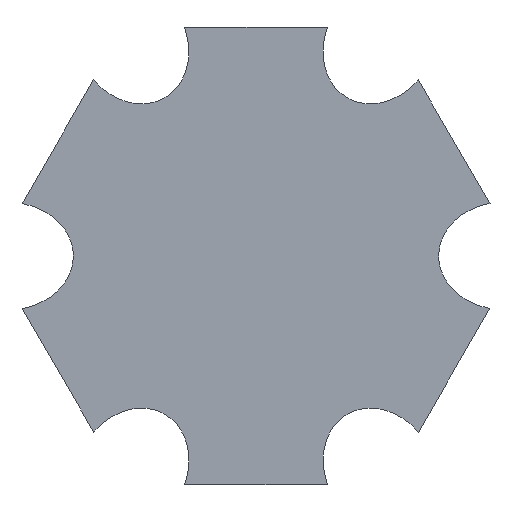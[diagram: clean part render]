
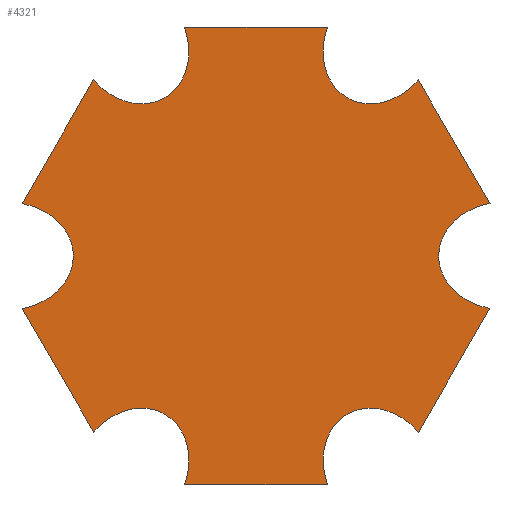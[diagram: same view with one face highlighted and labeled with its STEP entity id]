
A CAD part, front view. The second image highlights one B-rep face of the part: STEP entity #4321.
In plain terms, the highlighted planar face has unit normal (0, -1, 0).
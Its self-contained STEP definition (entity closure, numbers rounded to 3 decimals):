
#56 = CARTESIAN_POINT ( 'NONE',  ( -3.127, 0., -10.008 ) ) ;
#82 = ORIENTED_EDGE ( 'NONE', *, *, #2347, .T. ) ;
#92 = CARTESIAN_POINT ( 'NONE',  ( -7.103, 0., 7.712 ) ) ;
#96 = EDGE_CURVE ( 'NONE', #3401, #1098, #2619, .T. ) ;
#153 = AXIS2_PLACEMENT_3D ( 'NONE', #4780, #2305, #5197 ) ;
#164 =( BOUNDED_CURVE ( )  B_SPLINE_CURVE ( 2, ( #1496, #3945, #5212, #2733, #290 ),
 .UNSPECIFIED., .F., .F. ) 
 B_SPLINE_CURVE_WITH_KNOTS ( ( 3, 2, 3 ),
 ( 0., 0.003, 0.007 ),
 .UNSPECIFIED. ) 
 CURVE ( )  GEOMETRIC_REPRESENTATION_ITEM ( )  RATIONAL_B_SPLINE_CURVE ( ( 1., 0.78, 1., 0.78, 1. ) ) 
 REPRESENTATION_ITEM ( '' )  );
#188 = CARTESIAN_POINT ( 'NONE',  ( -5.636, 0., 5.975 ) ) ;
#206 = CARTESIAN_POINT ( 'NONE',  ( -10.214, 0., 2.293 ) ) ;
#227 = DIRECTION ( 'NONE',  ( -0.502, 0., 0.865 ) ) ;
#232 = DIRECTION ( 'NONE',  ( 0.498, 0., 0.867 ) ) ;
#279 = CARTESIAN_POINT ( 'NONE',  ( -7.992, 0., -1.893 ) ) ;
#290 = CARTESIAN_POINT ( 'NONE',  ( -3.127, 0., -10.008 ) ) ;
#337 = EDGE_CURVE ( 'NONE', #2868, #3971, #2116, .T. ) ;
#472 = CARTESIAN_POINT ( 'NONE',  ( 3.122, 0., -9.992 ) ) ;
#504 = DIRECTION ( 'NONE',  ( -0.498, 0., -0.867 ) ) ;
#509 = CARTESIAN_POINT ( 'NONE',  ( -7.093, 0., -7.7 ) ) ;
#643 = FACE_OUTER_BOUND ( 'NONE', #5100, .T. ) ;
#688 = LINE ( 'NONE', #4591, #3837 ) ;
#699 = EDGE_CURVE ( 'NONE', #1572, #1237, #3966, .T. ) ;
#769 = CARTESIAN_POINT ( 'NONE',  ( 10.214, 0., -2.293 ) ) ;
#771 = ORIENTED_EDGE ( 'NONE', *, *, #96, .T. ) ;
#789 = CARTESIAN_POINT ( 'NONE',  ( 7.992, 0., 1.893 ) ) ;
#836 = CARTESIAN_POINT ( 'NONE',  ( 7.093, 0., 7.7 ) ) ;
#1015 = LINE ( 'NONE', #3095, #4159 ) ;
#1098 = VERTEX_POINT ( 'NONE', #4454 ) ;
#1237 = VERTEX_POINT ( 'NONE', #2835 ) ;
#1265 = ORIENTED_EDGE ( 'NONE', *, *, #337, .T. ) ;
#1299 = CARTESIAN_POINT ( 'NONE',  ( -3.122, 0., 9.992 ) ) ;
#1373 = EDGE_CURVE ( 'NONE', #3971, #1572, #3236, .T. ) ;
#1474 = ORIENTED_EDGE ( 'NONE', *, *, #2151, .T. ) ;
#1496 = CARTESIAN_POINT ( 'NONE',  ( -7.093, 0., -7.7 ) ) ;
#1543 = VERTEX_POINT ( 'NONE', #4808 ) ;
#1572 = VERTEX_POINT ( 'NONE', #5233 ) ;
#1667 = CARTESIAN_POINT ( 'NONE',  ( -3.127, 0., -10.008 ) ) ;
#1708 = DIRECTION ( 'NONE',  ( 0.502, 0., -0.865 ) ) ;
#1742 = CARTESIAN_POINT ( 'NONE',  ( 2.362, 0., -7.85 ) ) ;
#1758 = CARTESIAN_POINT ( 'NONE',  ( 5.636, 0., -5.975 ) ) ;
#1998 = EDGE_CURVE ( 'NONE', #1098, #4933, #688, .T. ) ;
#2002 = CARTESIAN_POINT ( 'NONE',  ( 7.979, 0., -1.88 ) ) ;
#2014 = CARTESIAN_POINT ( 'NONE',  ( 5.617, 0., 5.97 ) ) ;
#2040 = VECTOR ( 'NONE', #232, 1000. ) ;
#2090 = ORIENTED_EDGE ( 'NONE', *, *, #4000, .T. ) ;
#2116 = LINE ( 'NONE', #56, #3202 ) ;
#2151 = EDGE_CURVE ( 'NONE', #1543, #3401, #4941, .T. ) ;
#2215 = CARTESIAN_POINT ( 'NONE',  ( -3.122, 0., 9.992 ) ) ;
#2282 = ORIENTED_EDGE ( 'NONE', *, *, #2727, .T. ) ;
#2302 = VERTEX_POINT ( 'NONE', #4158 ) ;
#2305 = DIRECTION ( 'NONE',  ( 0., -1., 0. ) ) ;
#2347 = EDGE_CURVE ( 'NONE', #2302, #3881, #1015, .T. ) ;
#2407 = ORIENTED_EDGE ( 'NONE', *, *, #3549, .T. ) ;
#2456 = CARTESIAN_POINT ( 'NONE',  ( 3.987, 0., 6.919 ) ) ;
#2545 = VERTEX_POINT ( 'NONE', #3111 ) ;
#2619 =( BOUNDED_CURVE ( )  B_SPLINE_CURVE ( 2, ( #3937, #4783, #5200, #279, #3138 ),
 .UNSPECIFIED., .F., .F. ) 
 B_SPLINE_CURVE_WITH_KNOTS ( ( 3, 2, 3 ),
 ( 0., 0.003, 0.007 ),
 .UNSPECIFIED. ) 
 CURVE ( )  GEOMETRIC_REPRESENTATION_ITEM ( )  RATIONAL_B_SPLINE_CURVE ( ( 1., 0.78, 1., 0.78, 1. ) ) 
 REPRESENTATION_ITEM ( '' )  );
#2640 = CARTESIAN_POINT ( 'NONE',  ( -3.999, 0., 6.912 ) ) ;
#2683 = CARTESIAN_POINT ( 'NONE',  ( 7.103, 0., -7.712 ) ) ;
#2727 = EDGE_CURVE ( 'NONE', #1237, #2302, #5340, .T. ) ;
#2733 = CARTESIAN_POINT ( 'NONE',  ( -2.357, 0., -7.868 ) ) ;
#2741 = VECTOR ( 'NONE', #504, 1000. ) ;
#2835 = CARTESIAN_POINT ( 'NONE',  ( 10.214, 0., -2.293 ) ) ;
#2862 = CARTESIAN_POINT ( 'NONE',  ( 3.127, 0., 10.008 ) ) ;
#2868 = VERTEX_POINT ( 'NONE', #1667 ) ;
#3054 = CARTESIAN_POINT ( 'NONE',  ( -7.103, 0., 7.712 ) ) ;
#3095 = CARTESIAN_POINT ( 'NONE',  ( 10.23, 0., 2.296 ) ) ;
#3111 = CARTESIAN_POINT ( 'NONE',  ( 3.127, 0., 10.008 ) ) ;
#3128 = ORIENTED_EDGE ( 'NONE', *, *, #699, .T. ) ;
#3138 = CARTESIAN_POINT ( 'NONE',  ( -10.23, 0., -2.296 ) ) ;
#3150 = ORIENTED_EDGE ( 'NONE', *, *, #3356, .T. ) ;
#3202 = VECTOR ( 'NONE', #3330, 1000. ) ;
#3236 =( BOUNDED_CURVE ( )  B_SPLINE_CURVE ( 2, ( #4225, #1742, #4619, #1758, #4643 ),
 .UNSPECIFIED., .F., .F. ) 
 B_SPLINE_CURVE_WITH_KNOTS ( ( 3, 2, 3 ),
 ( 0., 0.003, 0.007 ),
 .UNSPECIFIED. ) 
 CURVE ( )  GEOMETRIC_REPRESENTATION_ITEM ( )  RATIONAL_B_SPLINE_CURVE ( ( 1., 0.78, 1., 0.78, 1. ) ) 
 REPRESENTATION_ITEM ( '' )  );
#3240 = CARTESIAN_POINT ( 'NONE',  ( 7.986, 0., 0.007 ) ) ;
#3330 = DIRECTION ( 'NONE',  ( 1., 0., 0.002 ) ) ;
#3356 = EDGE_CURVE ( 'NONE', #4817, #1543, #3957, .T. ) ;
#3401 = VERTEX_POINT ( 'NONE', #206 ) ;
#3549 = EDGE_CURVE ( 'NONE', #4933, #2868, #164, .T. ) ;
#3582 = ORIENTED_EDGE ( 'NONE', *, *, #1998, .T. ) ;
#3650 = CARTESIAN_POINT ( 'NONE',  ( 10.23, 0., 2.296 ) ) ;
#3715 = CARTESIAN_POINT ( 'NONE',  ( 3.127, 0., 10.008 ) ) ;
#3837 = VECTOR ( 'NONE', #1708, 1000. ) ;
#3881 = VERTEX_POINT ( 'NONE', #836 ) ;
#3937 = CARTESIAN_POINT ( 'NONE',  ( -10.214, 0., 2.293 ) ) ;
#3945 = CARTESIAN_POINT ( 'NONE',  ( -5.617, 0., -5.97 ) ) ;
#3957 =( BOUNDED_CURVE ( )  B_SPLINE_CURVE ( 2, ( #2215, #5112, #2640, #188, #3054 ),
 .UNSPECIFIED., .F., .F. ) 
 B_SPLINE_CURVE_WITH_KNOTS ( ( 3, 2, 3 ),
 ( 0., 0.003, 0.007 ),
 .UNSPECIFIED. ) 
 CURVE ( )  GEOMETRIC_REPRESENTATION_ITEM ( )  RATIONAL_B_SPLINE_CURVE ( ( 1., 0.78, 1., 0.78, 1. ) ) 
 REPRESENTATION_ITEM ( '' )  );
#3966 = LINE ( 'NONE', #2683, #2040 ) ;
#3971 = VERTEX_POINT ( 'NONE', #472 ) ;
#4000 = EDGE_CURVE ( 'NONE', #2545, #4817, #5291, .T. ) ;
#4079 = CARTESIAN_POINT ( 'NONE',  ( 7.093, 0., 7.7 ) ) ;
#4130 =( BOUNDED_CURVE ( )  B_SPLINE_CURVE ( 2, ( #4079, #2014, #2456, #5351, #2862 ),
 .UNSPECIFIED., .F., .F. ) 
 B_SPLINE_CURVE_WITH_KNOTS ( ( 3, 2, 3 ),
 ( 0., 0.003, 0.007 ),
 .UNSPECIFIED. ) 
 CURVE ( )  GEOMETRIC_REPRESENTATION_ITEM ( )  RATIONAL_B_SPLINE_CURVE ( ( 1., 0.78, 1., 0.78, 1. ) ) 
 REPRESENTATION_ITEM ( '' )  );
#4155 = DIRECTION ( 'NONE',  ( -1., 0., -0.002 ) ) ;
#4158 = CARTESIAN_POINT ( 'NONE',  ( 10.23, 0., 2.296 ) ) ;
#4159 = VECTOR ( 'NONE', #227, 1000. ) ;
#4183 = VECTOR ( 'NONE', #4155, 1000. ) ;
#4225 = CARTESIAN_POINT ( 'NONE',  ( 3.122, 0., -9.992 ) ) ;
#4321 = ADVANCED_FACE ( 'NONE', ( #643 ), #5180, .T. ) ;
#4415 = ORIENTED_EDGE ( 'NONE', *, *, #4678, .T. ) ;
#4454 = CARTESIAN_POINT ( 'NONE',  ( -10.23, 0., -2.296 ) ) ;
#4502 = ORIENTED_EDGE ( 'NONE', *, *, #1373, .T. ) ;
#4591 = CARTESIAN_POINT ( 'NONE',  ( -10.23, 0., -2.296 ) ) ;
#4619 = CARTESIAN_POINT ( 'NONE',  ( 3.999, 0., -6.912 ) ) ;
#4643 = CARTESIAN_POINT ( 'NONE',  ( 7.103, 0., -7.712 ) ) ;
#4678 = EDGE_CURVE ( 'NONE', #3881, #2545, #4130, .T. ) ;
#4780 = CARTESIAN_POINT ( 'NONE',  ( 0., 0., 0. ) ) ;
#4783 = CARTESIAN_POINT ( 'NONE',  ( -7.979, 0., 1.88 ) ) ;
#4808 = CARTESIAN_POINT ( 'NONE',  ( -7.103, 0., 7.712 ) ) ;
#4817 = VERTEX_POINT ( 'NONE', #1299 ) ;
#4933 = VERTEX_POINT ( 'NONE', #509 ) ;
#4941 = LINE ( 'NONE', #92, #2741 ) ;
#5100 = EDGE_LOOP ( 'NONE', ( #771, #3582, #2407, #1265, #4502, #3128, #2282, #82, #4415, #2090, #3150, #1474 ) ) ;
#5112 = CARTESIAN_POINT ( 'NONE',  ( -2.362, 0., 7.85 ) ) ;
#5180 = PLANE ( 'NONE',  #153 ) ;
#5197 = DIRECTION ( 'NONE',  ( 0., 0., -1. ) ) ;
#5200 = CARTESIAN_POINT ( 'NONE',  ( -7.986, 0., -0.007 ) ) ;
#5212 = CARTESIAN_POINT ( 'NONE',  ( -3.987, 0., -6.919 ) ) ;
#5233 = CARTESIAN_POINT ( 'NONE',  ( 7.103, 0., -7.712 ) ) ;
#5291 = LINE ( 'NONE', #3715, #4183 ) ;
#5340 =( BOUNDED_CURVE ( )  B_SPLINE_CURVE ( 2, ( #769, #2002, #3240, #789, #3650 ),
 .UNSPECIFIED., .F., .F. ) 
 B_SPLINE_CURVE_WITH_KNOTS ( ( 3, 2, 3 ),
 ( 0., 0.003, 0.007 ),
 .UNSPECIFIED. ) 
 CURVE ( )  GEOMETRIC_REPRESENTATION_ITEM ( )  RATIONAL_B_SPLINE_CURVE ( ( 1., 0.78, 1., 0.78, 1. ) ) 
 REPRESENTATION_ITEM ( '' )  );
#5351 = CARTESIAN_POINT ( 'NONE',  ( 2.357, 0., 7.868 ) ) ;
